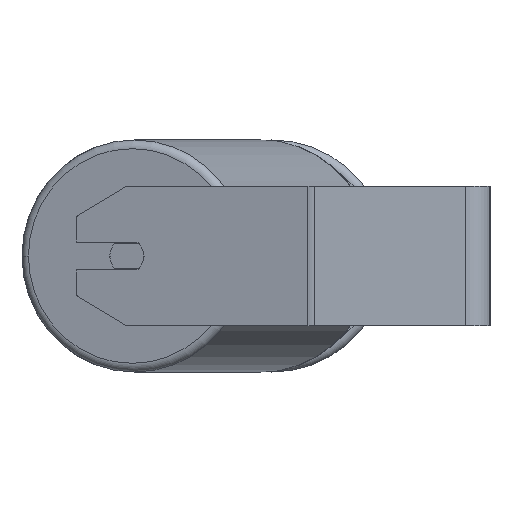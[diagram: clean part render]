
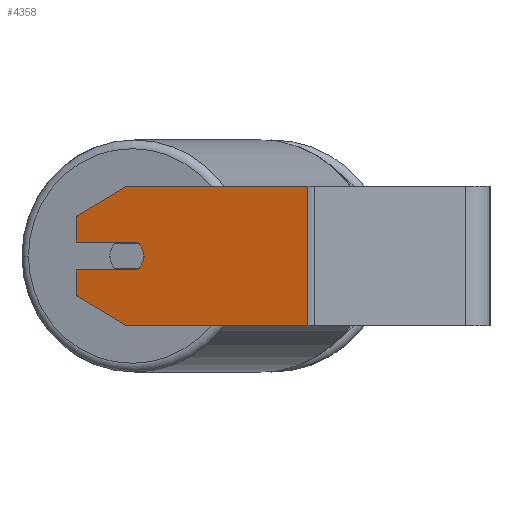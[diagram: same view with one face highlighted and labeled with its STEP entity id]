
A CAD part, left-side view. The second image highlights one B-rep face of the part: STEP entity #4358.
In plain terms, the highlighted planar face has unit normal (-0.966, 0.259, 0).
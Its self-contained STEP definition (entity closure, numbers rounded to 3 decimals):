
#94 = VERTEX_POINT ( 'NONE', #8671 ) ;
#114 = VERTEX_POINT ( 'NONE', #8140 ) ;
#304 = ORIENTED_EDGE ( 'NONE', *, *, #1198, .F. ) ;
#415 = ORIENTED_EDGE ( 'NONE', *, *, #1352, .F. ) ;
#507 = ORIENTED_EDGE ( 'NONE', *, *, #3941, .T. ) ;
#613 = CARTESIAN_POINT ( 'NONE',  ( -473.248, 202.332, 8. ) ) ;
#750 = LINE ( 'NONE', #7941, #1235 ) ;
#776 = AXIS2_PLACEMENT_3D ( 'NONE', #6776, #2070, #4104 ) ;
#881 = ORIENTED_EDGE ( 'NONE', *, *, #1167, .T. ) ;
#999 = LINE ( 'NONE', #5744, #3210 ) ;
#1167 = EDGE_CURVE ( 'NONE', #8336, #5149, #5281, .T. ) ;
#1196 = CARTESIAN_POINT ( 'NONE',  ( -463.931, 237.105, 22.679 ) ) ;
#1198 = EDGE_CURVE ( 'NONE', #8336, #5246, #3982, .T. ) ;
#1215 = DIRECTION ( 'NONE',  ( 0., 0., -1. ) ) ;
#1217 = LINE ( 'NONE', #5961, #7891 ) ;
#1235 = VECTOR ( 'NONE', #1215, 1000. ) ;
#1288 = DIRECTION ( 'NONE',  ( 0., 0., -1. ) ) ;
#1352 = EDGE_CURVE ( 'NONE', #5246, #4984, #8743, .T. ) ;
#1665 = VECTOR ( 'NONE', #1868, 1000. ) ;
#1824 = CARTESIAN_POINT ( 'NONE',  ( -474.283, 198.468, 0. ) ) ;
#1868 = DIRECTION ( 'NONE',  ( -0.259, -0.966, 0. ) ) ;
#1957 = LINE ( 'NONE', #1196, #3464 ) ;
#2070 = DIRECTION ( 'NONE',  ( 0.966, -0.259, 0. ) ) ;
#2090 = CARTESIAN_POINT ( 'NONE',  ( -463.931, 237.105, 22.679 ) ) ;
#2169 = DIRECTION ( 'NONE',  ( -0.259, -0.966, 0. ) ) ;
#2263 = VERTEX_POINT ( 'NONE', #2982 ) ;
#2468 = LINE ( 'NONE', #6654, #6550 ) ;
#2545 = VERTEX_POINT ( 'NONE', #2090 ) ;
#2710 = VERTEX_POINT ( 'NONE', #613 ) ;
#2717 = EDGE_CURVE ( 'NONE', #2545, #114, #2468, .T. ) ;
#2845 = VERTEX_POINT ( 'NONE', #7393 ) ;
#2959 = VECTOR ( 'NONE', #6263, 1000. ) ;
#2982 = CARTESIAN_POINT ( 'NONE',  ( -499.523, 104.273, 40. ) ) ;
#2986 = ORIENTED_EDGE ( 'NONE', *, *, #8030, .F. ) ;
#3080 = ORIENTED_EDGE ( 'NONE', *, *, #7681, .T. ) ;
#3210 = VECTOR ( 'NONE', #5170, 1000. ) ;
#3328 = DIRECTION ( 'NONE',  ( 0., 0., -1. ) ) ;
#3464 = VECTOR ( 'NONE', #4071, 1000. ) ;
#3914 = DIRECTION ( 'NONE',  ( 0.259, 0.966, 0. ) ) ;
#3941 = EDGE_CURVE ( 'NONE', #94, #2545, #1957, .T. ) ;
#3945 = CARTESIAN_POINT ( 'NONE',  ( -463.931, 237.105, -22.679 ) ) ;
#3982 = LINE ( 'NONE', #4666, #1665 ) ;
#4071 = DIRECTION ( 'NONE',  ( 0.224, 0.837, -0.5 ) ) ;
#4104 = DIRECTION ( 'NONE',  ( 0.259, 0.966, 0. ) ) ;
#4358 = ADVANCED_FACE ( 'NONE', ( #8752 ), #4729, .F. ) ;
#4474 = LINE ( 'NONE', #5853, #7856 ) ;
#4648 = EDGE_LOOP ( 'NONE', ( #415, #304, #881, #7326, #3080, #6916, #8291, #507, #5741, #7342, #2986 ) ) ;
#4666 = CARTESIAN_POINT ( 'NONE',  ( -473.248, 202.332, -8. ) ) ;
#4729 = PLANE ( 'NONE',  #776 ) ;
#4747 = CARTESIAN_POINT ( 'NONE',  ( -471.695, 208.127, 0. ) ) ;
#4924 = DIRECTION ( 'NONE',  ( -0.966, 0.259, 0. ) ) ;
#4935 = AXIS2_PLACEMENT_3D ( 'NONE', #6041, #5377, #7400 ) ;
#4984 = VERTEX_POINT ( 'NONE', #1824 ) ;
#5113 = EDGE_CURVE ( 'NONE', #5149, #2845, #4474, .T. ) ;
#5149 = VERTEX_POINT ( 'NONE', #3945 ) ;
#5170 = DIRECTION ( 'NONE',  ( -0.259, -0.966, 0. ) ) ;
#5246 = VERTEX_POINT ( 'NONE', #6790 ) ;
#5281 = LINE ( 'NONE', #5992, #8734 ) ;
#5377 = DIRECTION ( 'NONE',  ( -0.966, 0.259, 0. ) ) ;
#5554 = CARTESIAN_POINT ( 'NONE',  ( -463.931, 237.105, -40. ) ) ;
#5620 = CARTESIAN_POINT ( 'NONE',  ( -463.931, 237.105, -8. ) ) ;
#5736 = CARTESIAN_POINT ( 'NONE',  ( -499.523, 104.273, -40. ) ) ;
#5741 = ORIENTED_EDGE ( 'NONE', *, *, #2717, .T. ) ;
#5744 = CARTESIAN_POINT ( 'NONE',  ( -463.931, 237.105, 40. ) ) ;
#5790 = EDGE_CURVE ( 'NONE', #94, #2263, #999, .T. ) ;
#5853 = CARTESIAN_POINT ( 'NONE',  ( -471.695, 208.127, -40. ) ) ;
#5961 = CARTESIAN_POINT ( 'NONE',  ( -473.248, 202.332, 8. ) ) ;
#5992 = CARTESIAN_POINT ( 'NONE',  ( -463.931, 237.105, 40. ) ) ;
#6041 = CARTESIAN_POINT ( 'NONE',  ( -471.695, 208.127, 0. ) ) ;
#6140 = VERTEX_POINT ( 'NONE', #5736 ) ;
#6263 = DIRECTION ( 'NONE',  ( -0.259, -0.966, 0. ) ) ;
#6312 = EDGE_CURVE ( 'NONE', #2263, #6140, #750, .T. ) ;
#6550 = VECTOR ( 'NONE', #3328, 1000. ) ;
#6654 = CARTESIAN_POINT ( 'NONE',  ( -463.931, 237.105, 40. ) ) ;
#6764 = AXIS2_PLACEMENT_3D ( 'NONE', #4747, #4924, #2169 ) ;
#6776 = CARTESIAN_POINT ( 'NONE',  ( -463.931, 237.105, 40. ) ) ;
#6790 = CARTESIAN_POINT ( 'NONE',  ( -473.248, 202.332, -8. ) ) ;
#6916 = ORIENTED_EDGE ( 'NONE', *, *, #6312, .F. ) ;
#6936 = LINE ( 'NONE', #5554, #2959 ) ;
#7040 = CIRCLE ( 'NONE', #6764, 10. ) ;
#7326 = ORIENTED_EDGE ( 'NONE', *, *, #5113, .T. ) ;
#7342 = ORIENTED_EDGE ( 'NONE', *, *, #7466, .F. ) ;
#7393 = CARTESIAN_POINT ( 'NONE',  ( -471.695, 208.127, -40. ) ) ;
#7400 = DIRECTION ( 'NONE',  ( -0.259, -0.966, 0. ) ) ;
#7466 = EDGE_CURVE ( 'NONE', #2710, #114, #1217, .T. ) ;
#7681 = EDGE_CURVE ( 'NONE', #2845, #6140, #6936, .T. ) ;
#7856 = VECTOR ( 'NONE', #8541, 1000. ) ;
#7891 = VECTOR ( 'NONE', #3914, 1000. ) ;
#7941 = CARTESIAN_POINT ( 'NONE',  ( -499.523, 104.273, 40. ) ) ;
#8030 = EDGE_CURVE ( 'NONE', #4984, #2710, #7040, .T. ) ;
#8140 = CARTESIAN_POINT ( 'NONE',  ( -463.931, 237.105, 8. ) ) ;
#8291 = ORIENTED_EDGE ( 'NONE', *, *, #5790, .F. ) ;
#8336 = VERTEX_POINT ( 'NONE', #5620 ) ;
#8541 = DIRECTION ( 'NONE',  ( -0.224, -0.837, -0.5 ) ) ;
#8671 = CARTESIAN_POINT ( 'NONE',  ( -471.695, 208.127, 40. ) ) ;
#8734 = VECTOR ( 'NONE', #1288, 1000. ) ;
#8743 = CIRCLE ( 'NONE', #4935, 10. ) ;
#8752 = FACE_OUTER_BOUND ( 'NONE', #4648, .T. ) ;
